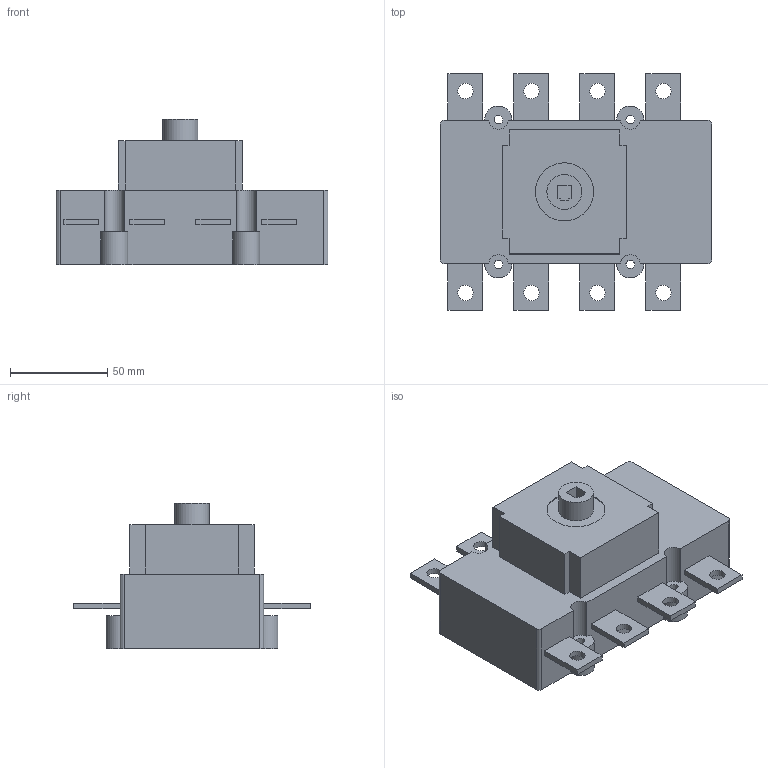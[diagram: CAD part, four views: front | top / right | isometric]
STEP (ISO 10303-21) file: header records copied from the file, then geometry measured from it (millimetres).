
FILE_DESCRIPTION(/* description */ (''),/* implementation_level */ '2;1');
FILE_NAME(/* name */ '3d_GE0160T4P_4P_160A(Ith_AC21A)_IP20-GE0160T4P.stp',/* time_stamp */ '2016-02-22T09:18:53+01:00',/* author */ ('Andrzej'),/* organization */ (''),/* preprocessor_version */ 'ST-DEVELOPER v15.5',/* originating_system */ 'AutoCAD Mechanical',/* authorisation */ '');
FILE_SCHEMA (('AUTOMOTIVE_DESIGN { 1 0 10303 214 3 1 1 }'));
Length unit declared in the file: millimetre
Products named in the file (1): Product
Bounding box: 140 x 122 x 75 mm (x, y, z)
Volume: 512877.5 mm3; surface area: 54896.6 mm2
Topology: 1 solids, 1 shells, 104 faces, 441 edges, 507 vertices
Faces by surface type: plane 78, cylinder 26
Full cylindrical faces by diameter (mm): 4.5 x4, 8 x8, 18 x1, 30 x1
Entity records: 4356 total; most frequent: CARTESIAN_POINT 1042, DIRECTION 700, ORIENTED_EDGE 512, LINE 356, VECTOR 356, EDGE_CURVE 256, VERTEX_POINT 180, AXIS2_PLACEMENT_3D 172
